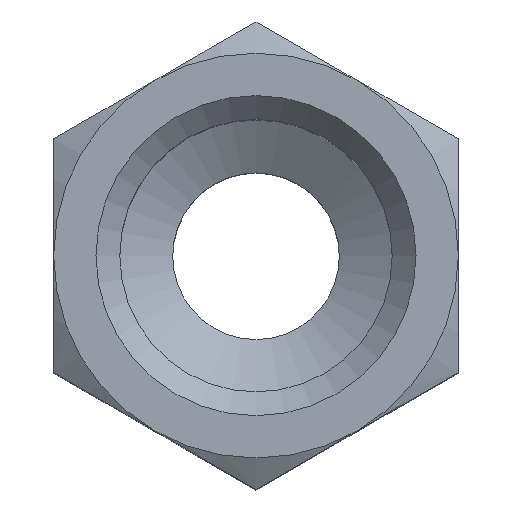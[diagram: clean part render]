
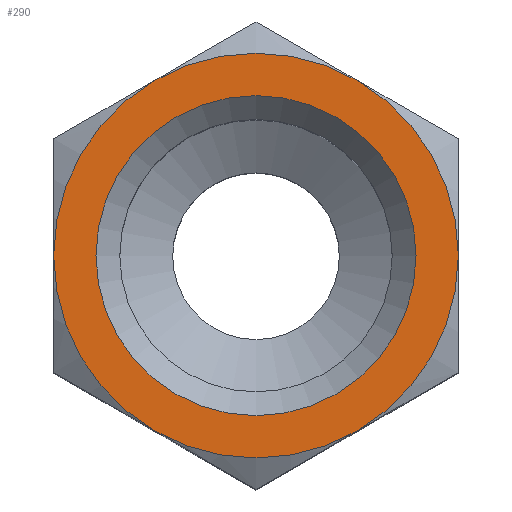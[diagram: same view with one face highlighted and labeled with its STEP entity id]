
A CAD part, top view. The second image highlights one B-rep face of the part: STEP entity #290.
In plain terms, the highlighted planar face has unit normal (0, 0, 1).
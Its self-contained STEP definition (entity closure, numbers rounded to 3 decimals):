
#173=CARTESIAN_POINT('',(6.723,0.,28.0));
#174=VERTEX_POINT('',#173);
#175=CARTESIAN_POINT('',(0.0,0.0,28.0));
#176=DIRECTION('',(0.0,0.0,1.0));
#177=DIRECTION('',(-1.0,0.0,0.0));
#178=AXIS2_PLACEMENT_3D('',#175,#176,#177);
#179=CIRCLE('',#178,6.723);
#180=EDGE_CURVE('',#174,#174,#179,.T.);
#226=CARTESIAN_POINT('',(0.,0.,28.0));
#227=DIRECTION('',(0.0,0.0,1.0));
#228=DIRECTION('',(1.0,0.0,0.0));
#229=AXIS2_PLACEMENT_3D('',#226,#227,#228);
#230=PLANE('',#229);
#231=CARTESIAN_POINT('',(4.25,7.361,28.0));
#232=VERTEX_POINT('',#231);
#233=CARTESIAN_POINT('',(-4.25,7.361,28.0));
#234=VERTEX_POINT('',#233);
#235=CARTESIAN_POINT('',(0.0,0.0,28.0));
#236=DIRECTION('',(0.0,0.0,1.0));
#237=DIRECTION('',(-1.0,0.0,0.0));
#238=AXIS2_PLACEMENT_3D('',#235,#236,#237);
#239=CIRCLE('',#238,8.5);
#240=EDGE_CURVE('',#232,#234,#239,.T.);
#241=ORIENTED_EDGE('',*,*,#240,.T.);
#242=CARTESIAN_POINT('',(-8.5,0.0,28.0));
#243=VERTEX_POINT('',#242);
#244=CARTESIAN_POINT('',(0.0,0.0,28.0));
#245=DIRECTION('',(0.0,0.0,1.0));
#246=DIRECTION('',(-1.0,0.0,0.0));
#247=AXIS2_PLACEMENT_3D('',#244,#245,#246);
#248=CIRCLE('',#247,8.5);
#249=EDGE_CURVE('',#234,#243,#248,.T.);
#250=ORIENTED_EDGE('',*,*,#249,.T.);
#251=CARTESIAN_POINT('',(-4.25,-7.361,28.0));
#252=VERTEX_POINT('',#251);
#253=CARTESIAN_POINT('',(0.0,0.0,28.0));
#254=DIRECTION('',(0.0,0.0,1.0));
#255=DIRECTION('',(-1.0,0.0,0.0));
#256=AXIS2_PLACEMENT_3D('',#253,#254,#255);
#257=CIRCLE('',#256,8.5);
#258=EDGE_CURVE('',#243,#252,#257,.T.);
#259=ORIENTED_EDGE('',*,*,#258,.T.);
#260=CARTESIAN_POINT('',(4.25,-7.361,28.0));
#261=VERTEX_POINT('',#260);
#262=CARTESIAN_POINT('',(0.0,0.0,28.0));
#263=DIRECTION('',(0.0,0.0,1.0));
#264=DIRECTION('',(-1.0,0.0,0.0));
#265=AXIS2_PLACEMENT_3D('',#262,#263,#264);
#266=CIRCLE('',#265,8.5);
#267=EDGE_CURVE('',#252,#261,#266,.T.);
#268=ORIENTED_EDGE('',*,*,#267,.T.);
#269=CARTESIAN_POINT('',(8.5,0.,28.0));
#270=VERTEX_POINT('',#269);
#271=CARTESIAN_POINT('',(0.0,0.0,28.0));
#272=DIRECTION('',(0.0,0.0,1.0));
#273=DIRECTION('',(-1.0,0.0,0.0));
#274=AXIS2_PLACEMENT_3D('',#271,#272,#273);
#275=CIRCLE('',#274,8.5);
#276=EDGE_CURVE('',#261,#270,#275,.T.);
#277=ORIENTED_EDGE('',*,*,#276,.T.);
#278=CARTESIAN_POINT('',(0.0,0.0,28.0));
#279=DIRECTION('',(0.0,0.0,1.0));
#280=DIRECTION('',(-1.0,0.0,0.0));
#281=AXIS2_PLACEMENT_3D('',#278,#279,#280);
#282=CIRCLE('',#281,8.5);
#283=EDGE_CURVE('',#270,#232,#282,.T.);
#284=ORIENTED_EDGE('',*,*,#283,.T.);
#285=EDGE_LOOP('',(#241,#250,#259,#268,#277,#284));
#286=FACE_OUTER_BOUND('',#285,.T.);
#287=ORIENTED_EDGE('',*,*,#180,.F.);
#288=EDGE_LOOP('',(#287));
#289=FACE_BOUND('',#288,.T.);
#290=ADVANCED_FACE('',(#286,#289),#230,.T.);
